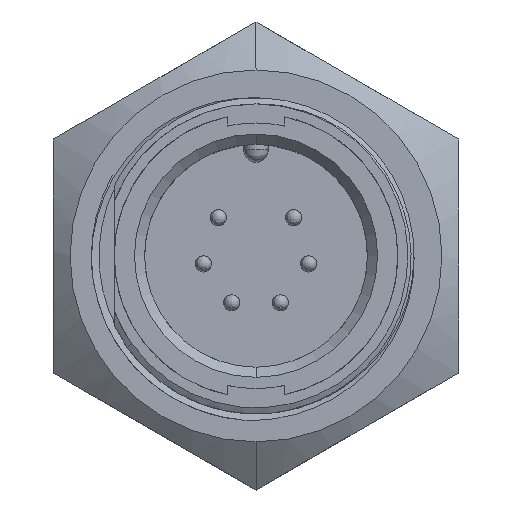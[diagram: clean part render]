
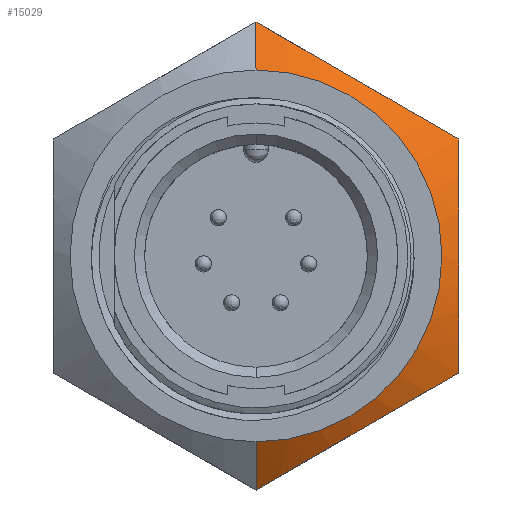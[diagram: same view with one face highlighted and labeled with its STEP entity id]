
A CAD part, top view. The second image highlights one B-rep face of the part: STEP entity #15029.
In plain terms, the highlighted conical face has half-angle 55 degrees and reference radius 14.683 mm.
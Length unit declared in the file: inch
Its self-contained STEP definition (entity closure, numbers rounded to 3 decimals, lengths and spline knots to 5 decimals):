
#283 = CARTESIAN_POINT ( 'NONE',  ( 0., -0.57735, -0.365 ) ) ;
#307 = VECTOR ( 'NONE', #16742, 39.37008 ) ;
#346 = CARTESIAN_POINT ( 'NONE',  ( 0.20792, 0.4573, -0.31207 ) ) ;
#723 = DIRECTION ( 'NONE',  ( 0., 0., -1. ) ) ;
#1173 = CARTESIAN_POINT ( 'NONE',  ( 0.5, 0.02359, -0.3108 ) ) ;
#1328 = EDGE_CURVE ( 'NONE', #10092, #11674, #11784, .T. ) ;
#2032 = CARTESIAN_POINT ( 'NONE',  ( 0.08128, -0.53042, -0.3351 ) ) ;
#2096 = CARTESIAN_POINT ( 'NONE',  ( 0.14426, 0.49406, -0.32076 ) ) ;
#2909 = CARTESIAN_POINT ( 'NONE',  ( 0.5, 0.09776, -0.31706 ) ) ;
#3616 = VERTEX_POINT ( 'NONE', #21365 ) ;
#3776 = CARTESIAN_POINT ( 'NONE',  ( 0.20621, -0.45829, -0.31092 ) ) ;
#3829 = CARTESIAN_POINT ( 'NONE',  ( 0.04055, 0.55394, -0.34861 ) ) ;
#4228 = AXIS2_PLACEMENT_3D ( 'NONE', #13152, #20206, #18501 ) ;
#4508 = CARTESIAN_POINT ( 'NONE',  ( 0.5, -0.24199, -0.34865 ) ) ;
#4644 = CARTESIAN_POINT ( 'NONE',  ( 0.5, 0.19446, -0.33498 ) ) ;
#4700 = CONICAL_SURFACE ( 'NONE', #4228, 0.57806, 0.96 ) ;
#5251 = FACE_OUTER_BOUND ( 'NONE', #21198, .T. ) ;
#5495 = CARTESIAN_POINT ( 'NONE',  ( 0.29208, -0.40872, -0.31207 ) ) ;
#5835 = B_SPLINE_CURVE_WITH_KNOTS ( 'NONE', 3,
 ( #283, #10579, #2032, #13991, #3776, #15709, #5495, #17410, #7219, #19126, #8933, #20823 ),
 .UNSPECIFIED., .F., .F.,
 ( 4, 2, 2, 2, 2, 4 ),
 ( 0., 0.00372, 0.00743, 0.00929, 0.01115, 0.01486 ),
 .UNSPECIFIED. ) ;
#6370 = CARTESIAN_POINT ( 'NONE',  ( 0.5, 0.28868, -0.365 ) ) ;
#6415 = ORIENTED_EDGE ( 'NONE', *, *, #16663, .F. ) ;
#6662 = LINE ( 'NONE', #13865, #19716 ) ;
#7205 = CARTESIAN_POINT ( 'NONE',  ( 0.45957, 0.31202, -0.34865 ) ) ;
#7219 = CARTESIAN_POINT ( 'NONE',  ( 0.35574, -0.37197, -0.32076 ) ) ;
#8411 = EDGE_CURVE ( 'NONE', #11674, #11849, #9428, .T. ) ;
#8604 = EDGE_CURVE ( 'NONE', #10305, #15289, #21937, .T. ) ;
#8825 = CARTESIAN_POINT ( 'NONE',  ( 0.5, 0.28868, -0.365 ) ) ;
#8921 = CARTESIAN_POINT ( 'NONE',  ( 0.33584, 0.38345, -0.3162 ) ) ;
#8933 = CARTESIAN_POINT ( 'NONE',  ( 0.45945, -0.31209, -0.34861 ) ) ;
#9123 = CARTESIAN_POINT ( 'NONE',  ( 0., 0.57735, -0.365 ) ) ;
#9428 = B_SPLINE_CURVE_WITH_KNOTS ( 'NONE', 3,
 ( #17395, #7205, #19114, #8921, #20808, #10635, #346, #12353, #2096, #14048, #3829, #15764 ),
 .UNSPECIFIED., .F., .F.,
 ( 4, 2, 2, 2, 2, 4 ),
 ( 0., 0.00372, 0.00743, 0.00929, 0.01115, 0.01486 ),
 .UNSPECIFIED. ) ;
#9728 = CARTESIAN_POINT ( 'NONE',  ( 0.5, -0.28868, -0.365 ) ) ;
#10092 = VERTEX_POINT ( 'NONE', #14721 ) ;
#10305 = VERTEX_POINT ( 'NONE', #18182 ) ;
#10503 = EDGE_CURVE ( 'NONE', #15289, #3616, #13442, .T. ) ;
#10579 = CARTESIAN_POINT ( 'NONE',  ( 0.04043, -0.55401, -0.34865 ) ) ;
#10635 = CARTESIAN_POINT ( 'NONE',  ( 0.22957, 0.44481, -0.3108 ) ) ;
#11009 = CARTESIAN_POINT ( 'NONE',  ( 0., 0., -0.282 ) ) ;
#11459 = CARTESIAN_POINT ( 'NONE',  ( 0.5, -0.05056, -0.31092 ) ) ;
#11674 = VERTEX_POINT ( 'NONE', #8825 ) ;
#11784 = B_SPLINE_CURVE_WITH_KNOTS ( 'NONE', 3,
 ( #9728, #4508, #19704, #21615, #11459, #1173, #13157, #2909, #14856, #4644, #16571, #6370 ),
 .UNSPECIFIED., .F., .F.,
 ( 4, 2, 2, 2, 2, 4 ),
 ( 0., 0.00372, 0.00743, 0.00929, 0.01115, 0.01486 ),
 .UNSPECIFIED. ) ;
#11849 = VERTEX_POINT ( 'NONE', #9123 ) ;
#12353 = CARTESIAN_POINT ( 'NONE',  ( 0.16534, 0.48189, -0.31706 ) ) ;
#12505 = ORIENTED_EDGE ( 'NONE', *, *, #10503, .T. ) ;
#12718 = DIRECTION ( 'NONE',  ( 0., 1., 0. ) ) ;
#13152 = CARTESIAN_POINT ( 'NONE',  ( 0., 0., -0.3655 ) ) ;
#13157 = CARTESIAN_POINT ( 'NONE',  ( 0.5, 0.04858, -0.31207 ) ) ;
#13442 = LINE ( 'NONE', #14999, #307 ) ;
#13586 = ORIENTED_EDGE ( 'NONE', *, *, #18765, .T. ) ;
#13801 = ORIENTED_EDGE ( 'NONE', *, *, #1328, .T. ) ;
#13865 = CARTESIAN_POINT ( 'NONE',  ( 0., 0.57806, -0.3655 ) ) ;
#13991 = CARTESIAN_POINT ( 'NONE',  ( 0.16416, -0.48257, -0.3162 ) ) ;
#14048 = CARTESIAN_POINT ( 'NONE',  ( 0.08159, 0.53024, -0.33498 ) ) ;
#14230 = ORIENTED_EDGE ( 'NONE', *, *, #8411, .T. ) ;
#14721 = CARTESIAN_POINT ( 'NONE',  ( 0.5, -0.28868, -0.365 ) ) ;
#14856 = CARTESIAN_POINT ( 'NONE',  ( 0.5, 0.12209, -0.32076 ) ) ;
#14999 = CARTESIAN_POINT ( 'NONE',  ( 0., -0.57806, -0.3655 ) ) ;
#15029 = ADVANCED_FACE ( 'NONE', ( #5251 ), #4700, .T. ) ;
#15289 = VERTEX_POINT ( 'NONE', #21100 ) ;
#15492 = DIRECTION ( 'NONE',  ( 0., 0.819, -0.574 ) ) ;
#15709 = CARTESIAN_POINT ( 'NONE',  ( 0.27043, -0.42122, -0.3108 ) ) ;
#15764 = CARTESIAN_POINT ( 'NONE',  ( 0., 0.57735, -0.365 ) ) ;
#16571 = CARTESIAN_POINT ( 'NONE',  ( 0.5, 0.24185, -0.34861 ) ) ;
#16663 = EDGE_CURVE ( 'NONE', #10305, #11849, #6662, .T. ) ;
#16742 = DIRECTION ( 'NONE',  ( 0., -0.819, -0.574 ) ) ;
#16992 = ORIENTED_EDGE ( 'NONE', *, *, #8604, .T. ) ;
#17395 = CARTESIAN_POINT ( 'NONE',  ( 0.5, 0.28868, -0.365 ) ) ;
#17410 = CARTESIAN_POINT ( 'NONE',  ( 0.33466, -0.38413, -0.31706 ) ) ;
#18182 = CARTESIAN_POINT ( 'NONE',  ( 0., 0.45881, -0.282 ) ) ;
#18493 = AXIS2_PLACEMENT_3D ( 'NONE', #11009, #723, #12718 ) ;
#18501 = DIRECTION ( 'NONE',  ( 0., 1., 0. ) ) ;
#18765 = EDGE_CURVE ( 'NONE', #3616, #10092, #5835, .T. ) ;
#19114 = CARTESIAN_POINT ( 'NONE',  ( 0.41872, 0.3356, -0.3351 ) ) ;
#19126 = CARTESIAN_POINT ( 'NONE',  ( 0.41841, -0.33578, -0.33498 ) ) ;
#19704 = CARTESIAN_POINT ( 'NONE',  ( 0.5, -0.19482, -0.3351 ) ) ;
#19716 = VECTOR ( 'NONE', #15492, 39.37008 ) ;
#20206 = DIRECTION ( 'NONE',  ( 0., 0., -1. ) ) ;
#20808 = CARTESIAN_POINT ( 'NONE',  ( 0.29379, 0.40773, -0.31092 ) ) ;
#20823 = CARTESIAN_POINT ( 'NONE',  ( 0.5, -0.28868, -0.365 ) ) ;
#21100 = CARTESIAN_POINT ( 'NONE',  ( 0., -0.45881, -0.282 ) ) ;
#21198 = EDGE_LOOP ( 'NONE', ( #16992, #12505, #13586, #13801, #14230, #6415 ) ) ;
#21365 = CARTESIAN_POINT ( 'NONE',  ( 0., -0.57735, -0.365 ) ) ;
#21615 = CARTESIAN_POINT ( 'NONE',  ( 0.5, -0.09912, -0.3162 ) ) ;
#21937 = CIRCLE ( 'NONE', #18493, 0.45881 ) ;
